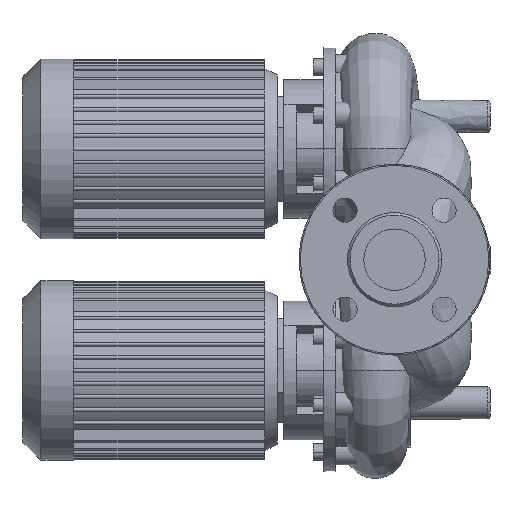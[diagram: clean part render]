
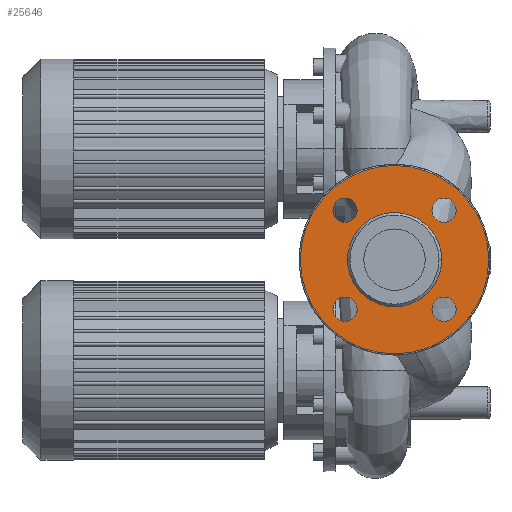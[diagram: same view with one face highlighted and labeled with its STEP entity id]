
A CAD part, left-side view. The second image highlights one B-rep face of the part: STEP entity #25646.
In plain terms, the highlighted free-form (B-spline) face has degree [1, 1] with [2, 2] control points.
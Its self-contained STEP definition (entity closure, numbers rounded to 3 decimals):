
#25025=CARTESIAN_POINT('',(2.,0.,-74.));
#25026=VERTEX_POINT('',#25025);
#25042=CARTESIAN_POINT('',(2.,0.,74.));
#25043=VERTEX_POINT('',#25042);
#25051=CARTESIAN_POINT('',(2.,-74.,0.0));
#25052=VERTEX_POINT('',#25051);
#25053=CARTESIAN_POINT('',(2.,0.,0.0));
#25054=DIRECTION('',(-1.0,0.0,0.0));
#25055=DIRECTION('',(0.0,-1.0,0.0));
#25056=AXIS2_PLACEMENT_3D('',#25053,#25054,#25055);
#25057=CIRCLE('',#25056,74.);
#25058=EDGE_CURVE('',#25052,#25043,#25057,.T.);
#25060=CARTESIAN_POINT('',(2.,0.,0.0));
#25061=DIRECTION('',(-1.0,0.0,0.0));
#25062=DIRECTION('',(0.0,-1.0,0.0));
#25063=AXIS2_PLACEMENT_3D('',#25060,#25061,#25062);
#25064=CIRCLE('',#25063,74.);
#25065=EDGE_CURVE('',#25026,#25052,#25064,.T.);
#25096=CARTESIAN_POINT('',(2.,-37.,0.0));
#25097=VERTEX_POINT('',#25096);
#25106=CARTESIAN_POINT('',(2.,37.,0.));
#25107=VERTEX_POINT('',#25106);
#25108=CARTESIAN_POINT('',(2.0,0.,0.0));
#25109=DIRECTION('',(-1.0,0.0,0.0));
#25110=DIRECTION('',(0.0,-1.0,0.0));
#25111=AXIS2_PLACEMENT_3D('',#25108,#25109,#25110);
#25112=CIRCLE('',#25111,37.);
#25113=EDGE_CURVE('',#25097,#25107,#25112,.T.);
#25159=CARTESIAN_POINT('',(2.,-38.891,29.391));
#25160=VERTEX_POINT('',#25159);
#25169=CARTESIAN_POINT('',(2.,-38.891,48.391));
#25170=VERTEX_POINT('',#25169);
#25171=CARTESIAN_POINT('',(2.,-38.891,38.891));
#25172=DIRECTION('',(-1.0,0.0,0.0));
#25173=DIRECTION('',(0.0,0.0,-1.0));
#25174=AXIS2_PLACEMENT_3D('',#25171,#25172,#25173);
#25175=CIRCLE('',#25174,9.5);
#25176=EDGE_CURVE('',#25160,#25170,#25175,.T.);
#25222=CARTESIAN_POINT('',(2.,29.391,38.891));
#25223=VERTEX_POINT('',#25222);
#25232=CARTESIAN_POINT('',(2.,48.391,38.891));
#25233=VERTEX_POINT('',#25232);
#25234=CARTESIAN_POINT('',(2.,38.891,38.891));
#25235=DIRECTION('',(-1.0,0.0,0.0));
#25236=DIRECTION('',(0.0,-1.0,0.0));
#25237=AXIS2_PLACEMENT_3D('',#25234,#25235,#25236);
#25238=CIRCLE('',#25237,9.5);
#25239=EDGE_CURVE('',#25223,#25233,#25238,.T.);
#25285=CARTESIAN_POINT('',(2.,38.891,-29.391));
#25286=VERTEX_POINT('',#25285);
#25295=CARTESIAN_POINT('',(2.,38.891,-48.391));
#25296=VERTEX_POINT('',#25295);
#25297=CARTESIAN_POINT('',(2.,38.891,-38.891));
#25298=DIRECTION('',(-1.0,0.0,0.0));
#25299=DIRECTION('',(0.0,0.0,1.0));
#25300=AXIS2_PLACEMENT_3D('',#25297,#25298,#25299);
#25301=CIRCLE('',#25300,9.5);
#25302=EDGE_CURVE('',#25286,#25296,#25301,.T.);
#25348=CARTESIAN_POINT('',(2.,-29.391,-38.891));
#25349=VERTEX_POINT('',#25348);
#25358=CARTESIAN_POINT('',(2.,-48.391,-38.891));
#25359=VERTEX_POINT('',#25358);
#25360=CARTESIAN_POINT('',(2.,-38.891,-38.891));
#25361=DIRECTION('',(-1.0,0.0,0.0));
#25362=DIRECTION('',(0.0,1.0,0.0));
#25363=AXIS2_PLACEMENT_3D('',#25360,#25361,#25362);
#25364=CIRCLE('',#25363,9.5);
#25365=EDGE_CURVE('',#25349,#25359,#25364,.T.);
#25420=CARTESIAN_POINT('',(2.,-38.891,-38.891));
#25421=DIRECTION('',(-1.0,0.0,0.0));
#25422=DIRECTION('',(0.0,1.0,0.0));
#25423=AXIS2_PLACEMENT_3D('',#25420,#25421,#25422);
#25424=CIRCLE('',#25423,9.5);
#25425=EDGE_CURVE('',#25359,#25349,#25424,.T.);
#25465=CARTESIAN_POINT('',(2.,38.891,-38.891));
#25466=DIRECTION('',(-1.0,0.0,0.0));
#25467=DIRECTION('',(0.0,0.0,1.0));
#25468=AXIS2_PLACEMENT_3D('',#25465,#25466,#25467);
#25469=CIRCLE('',#25468,9.5);
#25470=EDGE_CURVE('',#25296,#25286,#25469,.T.);
#25510=CARTESIAN_POINT('',(2.,38.891,38.891));
#25511=DIRECTION('',(-1.0,0.0,0.0));
#25512=DIRECTION('',(0.0,-1.0,0.0));
#25513=AXIS2_PLACEMENT_3D('',#25510,#25511,#25512);
#25514=CIRCLE('',#25513,9.5);
#25515=EDGE_CURVE('',#25233,#25223,#25514,.T.);
#25555=CARTESIAN_POINT('',(2.,-38.891,38.891));
#25556=DIRECTION('',(-1.0,0.0,0.0));
#25557=DIRECTION('',(0.0,0.0,-1.0));
#25558=AXIS2_PLACEMENT_3D('',#25555,#25556,#25557);
#25559=CIRCLE('',#25558,9.5);
#25560=EDGE_CURVE('',#25170,#25160,#25559,.T.);
#25600=CARTESIAN_POINT('',(2.0,0.,0.0));
#25601=DIRECTION('',(-1.0,0.0,0.0));
#25602=DIRECTION('',(0.0,-1.0,0.0));
#25603=AXIS2_PLACEMENT_3D('',#25600,#25601,#25602);
#25604=CIRCLE('',#25603,37.);
#25605=EDGE_CURVE('',#25107,#25097,#25604,.T.);
#25610=CARTESIAN_POINT('',(2.,-74.,-74.));
#25611=CARTESIAN_POINT('',(2.,-74.,74.));
#25612=CARTESIAN_POINT('',(2.,74.,-74.));
#25613=CARTESIAN_POINT('',(2.,74.,74.));
#25614=B_SPLINE_SURFACE_WITH_KNOTS('',1,1,((#25610,#25612),(#25611,#25613)),.UNSPECIFIED.,.F.,.F.,.U.,(2,2),(2,2),(0.0,148.),(0.0,148.),.UNSPECIFIED.);
#25615=ORIENTED_EDGE('',*,*,#25058,.T.);
#25616=CARTESIAN_POINT('',(2.,0.,0.0));
#25617=DIRECTION('',(-1.0,0.0,0.0));
#25618=DIRECTION('',(0.0,-1.0,0.0));
#25619=AXIS2_PLACEMENT_3D('',#25616,#25617,#25618);
#25620=CIRCLE('',#25619,74.);
#25621=EDGE_CURVE('',#25043,#25026,#25620,.T.);
#25622=ORIENTED_EDGE('',*,*,#25621,.T.);
#25623=ORIENTED_EDGE('',*,*,#25065,.T.);
#25624=EDGE_LOOP('',(#25615,#25622,#25623));
#25625=FACE_OUTER_BOUND('',#25624,.T.);
#25626=ORIENTED_EDGE('',*,*,#25425,.F.);
#25627=ORIENTED_EDGE('',*,*,#25365,.F.);
#25628=EDGE_LOOP('',(#25626,#25627));
#25629=FACE_BOUND('',#25628,.T.);
#25630=ORIENTED_EDGE('',*,*,#25470,.F.);
#25631=ORIENTED_EDGE('',*,*,#25302,.F.);
#25632=EDGE_LOOP('',(#25630,#25631));
#25633=FACE_BOUND('',#25632,.T.);
#25634=ORIENTED_EDGE('',*,*,#25515,.F.);
#25635=ORIENTED_EDGE('',*,*,#25239,.F.);
#25636=EDGE_LOOP('',(#25634,#25635));
#25637=FACE_BOUND('',#25636,.T.);
#25638=ORIENTED_EDGE('',*,*,#25560,.F.);
#25639=ORIENTED_EDGE('',*,*,#25176,.F.);
#25640=EDGE_LOOP('',(#25638,#25639));
#25641=FACE_BOUND('',#25640,.T.);
#25642=ORIENTED_EDGE('',*,*,#25113,.F.);
#25643=ORIENTED_EDGE('',*,*,#25605,.F.);
#25644=EDGE_LOOP('',(#25642,#25643));
#25645=FACE_BOUND('',#25644,.T.);
#25646=ADVANCED_FACE('',(#25625,#25629,#25633,#25637,#25641,#25645),#25614,.T.);
